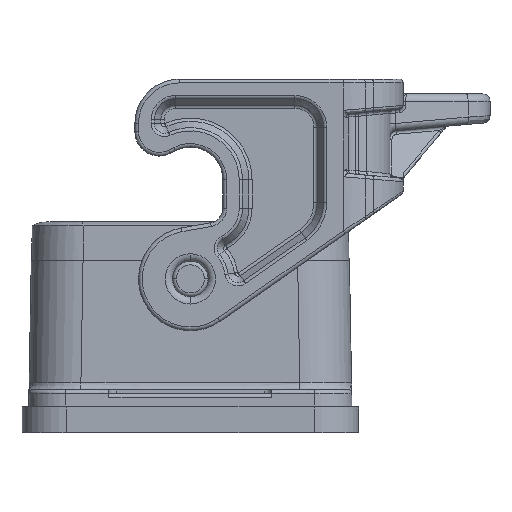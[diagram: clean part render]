
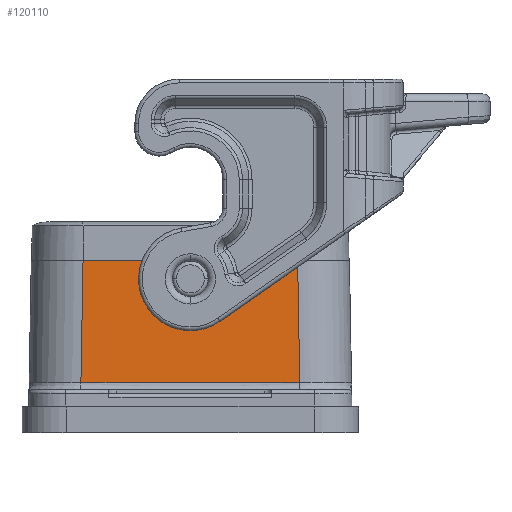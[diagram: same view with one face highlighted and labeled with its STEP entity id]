
A CAD part, left-side view. The second image highlights one B-rep face of the part: STEP entity #120110.
In plain terms, the highlighted face is planar.
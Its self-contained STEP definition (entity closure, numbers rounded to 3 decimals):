
#37110=CARTESIAN_POINT('',(-30.157,-103.395,
-4.983));
#37120=VERTEX_POINT('',#37110);
#37520=CARTESIAN_POINT('',(-30.446,-103.106,-21.5));
#37530=VERTEX_POINT('',#37520);
#37560=CARTESIAN_POINT('',(-30.073,-103.479,
-0.122));
#37570=DIRECTION('',(0.017,-0.017,
1.));
#37580=VECTOR('',#37570,1.);
#37590=LINE('',#37560,#37580);
#37600=EDGE_CURVE('',#37530,#37120,#37590,.T.);
#38500=CARTESIAN_POINT('',(-42.642,-103.106,-21.5));
#38510=VERTEX_POINT('',#38500);
#38540=CARTESIAN_POINT('',(0.,-103.106,-21.5));
#38550=DIRECTION('',(1.,0.,0.));
#38560=VECTOR('',#38550,1.);
#38570=LINE('',#38540,#38560);
#38580=EDGE_CURVE('',#38510,#37530,#38570,.T.);
#119670=CARTESIAN_POINT('',(-19.121,-103.063,-24.));
#119680=DIRECTION('',(0.,-1.,-0.017));
#119690=DIRECTION('',(1.,0.,0.));
#119700=AXIS2_PLACEMENT_3D('',#119670,#119680,#119690);
#119710=PLANE('',#119700);
#119720=ORIENTED_EDGE('',*,*,#37600,.T.);
#119730=ORIENTED_EDGE('',*,*,#38580,.T.);
#119740=CARTESIAN_POINT('',(-44.947,-103.15,-19.));
#119750=DIRECTION('',(0.,-1.,-0.017));
#119760=DIRECTION('',(0.,-0.017,
1.));
#119770=AXIS2_PLACEMENT_3D('',#119740,#119750,#119760);
#119780=ELLIPSE('',#119770,3.401,3.4);
#119790=CARTESIAN_POINT('',(-41.547,-103.15,-19.));
#119800=VERTEX_POINT('',#119790);
#119810=EDGE_CURVE('',#38510,#119800,#119780,.T.);
#119820=ORIENTED_EDGE('',*,*,#119810,.F.);
#119830=CARTESIAN_POINT('',(-48.347,-103.15,-19.));
#119840=VERTEX_POINT('',#119830);
#119850=EDGE_CURVE('',#119800,#119840,#119780,.T.);
#119860=ORIENTED_EDGE('',*,*,#119850,.F.);
#119870=CARTESIAN_POINT('',(-47.251,-103.106,-21.5));
#119880=VERTEX_POINT('',#119870);
#119890=EDGE_CURVE('',#119840,#119880,#119780,.T.);
#119900=ORIENTED_EDGE('',*,*,#119890,.F.);
#119910=CARTESIAN_POINT('',(-59.448,-103.106,-21.5));
#119920=VERTEX_POINT('',#119910);
#119930=EDGE_CURVE('',#119920,#119880,#38570,.T.);
#119940=ORIENTED_EDGE('',*,*,#119930,.T.);
#119950=CARTESIAN_POINT('',(-59.821,-103.479,
-0.122));
#119960=DIRECTION('',(0.017,0.017,
-1.));
#119970=VECTOR('',#119960,1.);
#119980=LINE('',#119950,#119970);
#119990=CARTESIAN_POINT('',(-59.736,-103.395,
-4.983));
#120000=VERTEX_POINT('',#119990);
#120010=EDGE_CURVE('',#120000,#119920,#119980,.T.);
#120020=ORIENTED_EDGE('',*,*,#120010,.T.);
#120030=CARTESIAN_POINT('',(0.,-103.395,-4.983));
#120040=DIRECTION('',(-1.,0.,0.));
#120050=VECTOR('',#120040,1.);
#120060=LINE('',#120030,#120050);
#120070=EDGE_CURVE('',#37120,#120000,#120060,.T.);
#120080=ORIENTED_EDGE('',*,*,#120070,.T.);
#120090=EDGE_LOOP('',(#120080,#120020,#119940,#119900,#119860,#119820,
#119730,#119720));
#120100=FACE_OUTER_BOUND('',#120090,.T.);
#120110=ADVANCED_FACE('',(#120100),#119710,.T.);
